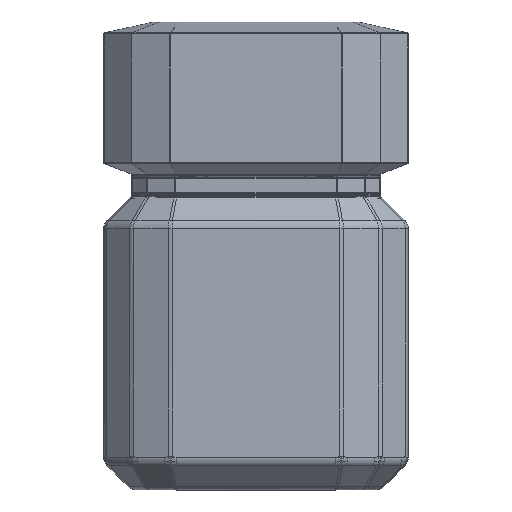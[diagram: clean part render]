
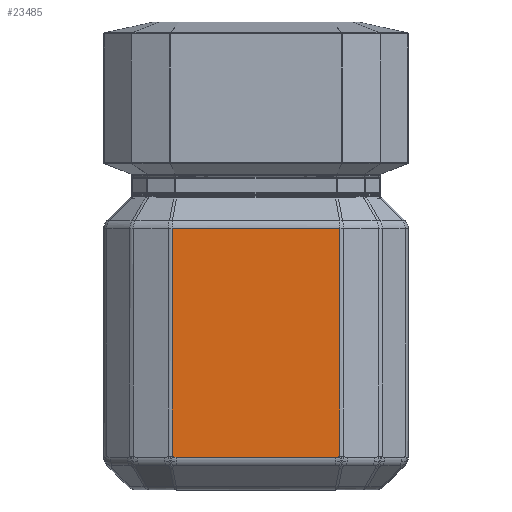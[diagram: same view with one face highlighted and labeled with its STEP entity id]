
A CAD part, top view. The second image highlights one B-rep face of the part: STEP entity #23485.
In plain terms, the highlighted free-form (B-spline) face has degree [1, 1] with [2, 2] control points.
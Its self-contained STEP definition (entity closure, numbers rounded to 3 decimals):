
#15252 = VERTEX_POINT('',#15253);
#15253 = CARTESIAN_POINT('',(-15.073,6.031,15.));
#15262 = EDGE_CURVE('',#15252,#15263,#15265,.T.);
#15263 = VERTEX_POINT('',#15264);
#15264 = CARTESIAN_POINT('',(-15.124,6.079,15.));
#15265 = B_SPLINE_CURVE_WITH_KNOTS('',3,(#15266,#15267,#15268,#15269,
    #15270,#15271,#15272),.UNSPECIFIED.,.F.,.F.,(4,3,4),(0.5,
    0.533,0.549),.UNSPECIFIED.);
#15266 = CARTESIAN_POINT('',(-15.073,6.031,15.));
#15267 = CARTESIAN_POINT('',(-15.085,6.042,15.));
#15268 = CARTESIAN_POINT('',(-15.097,6.053,15.));
#15269 = CARTESIAN_POINT('',(-15.109,6.064,15.));
#15270 = CARTESIAN_POINT('',(-15.114,6.069,15.));
#15271 = CARTESIAN_POINT('',(-15.119,6.074,15.));
#15272 = CARTESIAN_POINT('',(-15.124,6.079,15.));
#15358 = VERTEX_POINT('',#15359);
#15359 = CARTESIAN_POINT('',(-14.425,5.828,15.));
#15365 = EDGE_CURVE('',#15358,#15252,#15366,.T.);
#15366 = B_SPLINE_CURVE_WITH_KNOTS('',3,(#15367,#15368,#15369,#15370,
    #15371,#15372,#15373,#15374,#15375,#15376,#15377,#15378,#15379,
    #15380,#15381,#15382,#15383,#15384,#15385,#15386,#15387,#15388,
    #15389,#15390,#15391,#15392,#15393,#15394,#15395,#15396,#15397,
    #15398,#15399,#15400,#15401,#15402,#15403,#15404,#15405,#15406,
    #15407,#15408,#15409),.UNSPECIFIED.,.F.,.F.,(4,3,3,3,3,3,3,3,3,3,3,3
    ,3,3,4),(0.,0.026,0.054,0.085
    ,0.118,0.157,0.2,0.236,
    0.267,0.301,0.334,0.371,
    0.416,0.46,0.5),.UNSPECIFIED.);
#15367 = CARTESIAN_POINT('',(-14.425,5.828,15.));
#15368 = CARTESIAN_POINT('',(-14.436,5.828,15.));
#15369 = CARTESIAN_POINT('',(-14.446,5.828,15.));
#15370 = CARTESIAN_POINT('',(-14.457,5.828,15.));
#15371 = CARTESIAN_POINT('',(-14.468,5.829,15.));
#15372 = CARTESIAN_POINT('',(-14.479,5.829,15.));
#15373 = CARTESIAN_POINT('',(-14.491,5.829,15.));
#15374 = CARTESIAN_POINT('',(-14.503,5.829,15.));
#15375 = CARTESIAN_POINT('',(-14.516,5.83,15.));
#15376 = CARTESIAN_POINT('',(-14.529,5.83,15.));
#15377 = CARTESIAN_POINT('',(-14.543,5.831,15.));
#15378 = CARTESIAN_POINT('',(-14.558,5.832,15.));
#15379 = CARTESIAN_POINT('',(-14.573,5.833,15.));
#15380 = CARTESIAN_POINT('',(-14.59,5.834,15.));
#15381 = CARTESIAN_POINT('',(-14.608,5.836,15.));
#15382 = CARTESIAN_POINT('',(-14.625,5.838,15.));
#15383 = CARTESIAN_POINT('',(-14.645,5.841,15.));
#15384 = CARTESIAN_POINT('',(-14.665,5.844,15.));
#15385 = CARTESIAN_POINT('',(-14.684,5.848,15.));
#15386 = CARTESIAN_POINT('',(-14.7,5.851,15.));
#15387 = CARTESIAN_POINT('',(-14.717,5.854,15.));
#15388 = CARTESIAN_POINT('',(-14.733,5.858,15.));
#15389 = CARTESIAN_POINT('',(-14.747,5.861,15.));
#15390 = CARTESIAN_POINT('',(-14.761,5.865,15.));
#15391 = CARTESIAN_POINT('',(-14.775,5.869,15.));
#15392 = CARTESIAN_POINT('',(-14.79,5.874,15.));
#15393 = CARTESIAN_POINT('',(-14.806,5.879,15.));
#15394 = CARTESIAN_POINT('',(-14.821,5.885,15.));
#15395 = CARTESIAN_POINT('',(-14.836,5.89,15.));
#15396 = CARTESIAN_POINT('',(-14.851,5.896,15.));
#15397 = CARTESIAN_POINT('',(-14.866,5.903,15.));
#15398 = CARTESIAN_POINT('',(-14.882,5.91,15.));
#15399 = CARTESIAN_POINT('',(-14.898,5.917,15.));
#15400 = CARTESIAN_POINT('',(-14.914,5.926,15.));
#15401 = CARTESIAN_POINT('',(-14.934,5.936,15.));
#15402 = CARTESIAN_POINT('',(-14.953,5.947,15.));
#15403 = CARTESIAN_POINT('',(-14.972,5.958,15.));
#15404 = CARTESIAN_POINT('',(-14.991,5.97,15.));
#15405 = CARTESIAN_POINT('',(-15.009,5.982,15.));
#15406 = CARTESIAN_POINT('',(-15.027,5.995,15.));
#15407 = CARTESIAN_POINT('',(-15.043,6.007,15.));
#15408 = CARTESIAN_POINT('',(-15.058,6.019,15.));
#15409 = CARTESIAN_POINT('',(-15.073,6.031,15.));
#17749 = VERTEX_POINT('',#17750);
#17750 = CARTESIAN_POINT('',(15.073,6.031,15.));
#17759 = EDGE_CURVE('',#17749,#17760,#17762,.T.);
#17760 = VERTEX_POINT('',#17761);
#17761 = CARTESIAN_POINT('',(14.425,5.828,15.));
#17762 = B_SPLINE_CURVE_WITH_KNOTS('',3,(#17763,#17764,#17765,#17766,
    #17767,#17768,#17769,#17770,#17771,#17772,#17773,#17774,#17775,
    #17776,#17777,#17778,#17779,#17780,#17781,#17782,#17783,#17784,
    #17785,#17786,#17787,#17788,#17789,#17790,#17791,#17792,#17793,
    #17794,#17795,#17796,#17797,#17798,#17799,#17800,#17801,#17802,
    #17803,#17804,#17805),.UNSPECIFIED.,.F.,.F.,(4,3,3,3,3,3,3,3,3,3,3,3
    ,3,3,4),(0.5,0.538,0.596,0.637,
    0.672,0.704,0.741,0.773,
    0.81,0.857,0.893,0.923,
    0.952,0.979,1.),.UNSPECIFIED.);
#17763 = CARTESIAN_POINT('',(15.073,6.031,15.));
#17764 = CARTESIAN_POINT('',(15.059,6.019,15.));
#17765 = CARTESIAN_POINT('',(15.044,6.008,15.));
#17766 = CARTESIAN_POINT('',(15.029,5.997,15.));
#17767 = CARTESIAN_POINT('',(15.006,5.98,15.));
#17768 = CARTESIAN_POINT('',(14.982,5.964,15.));
#17769 = CARTESIAN_POINT('',(14.957,5.949,15.));
#17770 = CARTESIAN_POINT('',(14.94,5.939,15.));
#17771 = CARTESIAN_POINT('',(14.922,5.93,15.));
#17772 = CARTESIAN_POINT('',(14.904,5.921,15.));
#17773 = CARTESIAN_POINT('',(14.889,5.913,15.));
#17774 = CARTESIAN_POINT('',(14.873,5.906,15.));
#17775 = CARTESIAN_POINT('',(14.858,5.899,15.));
#17776 = CARTESIAN_POINT('',(14.843,5.893,15.));
#17777 = CARTESIAN_POINT('',(14.829,5.888,15.));
#17778 = CARTESIAN_POINT('',(14.815,5.883,15.));
#17779 = CARTESIAN_POINT('',(14.798,5.877,15.));
#17780 = CARTESIAN_POINT('',(14.782,5.871,15.));
#17781 = CARTESIAN_POINT('',(14.765,5.866,15.));
#17782 = CARTESIAN_POINT('',(14.75,5.862,15.));
#17783 = CARTESIAN_POINT('',(14.736,5.859,15.));
#17784 = CARTESIAN_POINT('',(14.721,5.855,15.));
#17785 = CARTESIAN_POINT('',(14.704,5.851,15.));
#17786 = CARTESIAN_POINT('',(14.687,5.848,15.));
#17787 = CARTESIAN_POINT('',(14.67,5.845,15.));
#17788 = CARTESIAN_POINT('',(14.648,5.841,15.));
#17789 = CARTESIAN_POINT('',(14.627,5.838,15.));
#17790 = CARTESIAN_POINT('',(14.605,5.836,15.));
#17791 = CARTESIAN_POINT('',(14.589,5.834,15.));
#17792 = CARTESIAN_POINT('',(14.573,5.833,15.));
#17793 = CARTESIAN_POINT('',(14.558,5.832,15.));
#17794 = CARTESIAN_POINT('',(14.545,5.831,15.));
#17795 = CARTESIAN_POINT('',(14.532,5.83,15.));
#17796 = CARTESIAN_POINT('',(14.519,5.83,15.));
#17797 = CARTESIAN_POINT('',(14.507,5.829,15.));
#17798 = CARTESIAN_POINT('',(14.495,5.829,15.));
#17799 = CARTESIAN_POINT('',(14.483,5.829,15.));
#17800 = CARTESIAN_POINT('',(14.472,5.829,15.));
#17801 = CARTESIAN_POINT('',(14.462,5.828,15.));
#17802 = CARTESIAN_POINT('',(14.451,5.828,15.));
#17803 = CARTESIAN_POINT('',(14.442,5.828,15.));
#17804 = CARTESIAN_POINT('',(14.434,5.828,15.));
#17805 = CARTESIAN_POINT('',(14.425,5.828,15.));
#17885 = VERTEX_POINT('',#17886);
#17886 = CARTESIAN_POINT('',(15.124,6.079,15.));
#17903 = EDGE_CURVE('',#17885,#17749,#17904,.T.);
#17904 = B_SPLINE_CURVE_WITH_KNOTS('',3,(#17905,#17906,#17907,#17908,
    #17909,#17910,#17911),.UNSPECIFIED.,.F.,.F.,(4,3,4),(0.451,
    0.484,0.5),.UNSPECIFIED.);
#17905 = CARTESIAN_POINT('',(15.124,6.079,15.));
#17906 = CARTESIAN_POINT('',(15.113,6.068,15.));
#17907 = CARTESIAN_POINT('',(15.102,6.057,15.));
#17908 = CARTESIAN_POINT('',(15.09,6.046,15.));
#17909 = CARTESIAN_POINT('',(15.084,6.041,15.));
#17910 = CARTESIAN_POINT('',(15.079,6.036,15.));
#17911 = CARTESIAN_POINT('',(15.073,6.031,15.));
#23375 = VERTEX_POINT('',#23376);
#23376 = CARTESIAN_POINT('',(15.124,47.172,15.));
#23406 = EDGE_CURVE('',#23375,#17885,#23407,.T.);
#23407 = B_SPLINE_CURVE_WITH_KNOTS('',1,(#23408,#23409),.UNSPECIFIED.,
  .F.,.F.,(2,2),(-23.586,-3.04),
  .PIECEWISE_BEZIER_KNOTS.);
#23408 = CARTESIAN_POINT('',(15.124,47.172,15.));
#23409 = CARTESIAN_POINT('',(15.124,6.079,15.));
#23485 = ADVANCED_FACE('',(#23486),#23510,.T.);
#23486 = FACE_BOUND('',#23487,.T.);
#23487 = EDGE_LOOP('',(#23488,#23489,#23496,#23501,#23502,#23503,#23508,
    #23509));
#23488 = ORIENTED_EDGE('',*,*,#23406,.F.);
#23489 = ORIENTED_EDGE('',*,*,#23490,.F.);
#23490 = EDGE_CURVE('',#23491,#23375,#23493,.T.);
#23491 = VERTEX_POINT('',#23492);
#23492 = CARTESIAN_POINT('',(-15.124,47.172,15.));
#23493 = B_SPLINE_CURVE_WITH_KNOTS('',1,(#23494,#23495),.UNSPECIFIED.,
  .F.,.F.,(2,2),(-0.35,2.675),
  .PIECEWISE_BEZIER_KNOTS.);
#23494 = CARTESIAN_POINT('',(-15.124,47.172,15.));
#23495 = CARTESIAN_POINT('',(15.124,47.172,15.));
#23496 = ORIENTED_EDGE('',*,*,#23497,.F.);
#23497 = EDGE_CURVE('',#15263,#23491,#23498,.T.);
#23498 = B_SPLINE_CURVE_WITH_KNOTS('',1,(#23499,#23500),.UNSPECIFIED.,
  .F.,.F.,(2,2),(3.04,23.586),
  .PIECEWISE_BEZIER_KNOTS.);
#23499 = CARTESIAN_POINT('',(-15.124,6.079,15.));
#23500 = CARTESIAN_POINT('',(-15.124,47.172,15.));
#23501 = ORIENTED_EDGE('',*,*,#15262,.F.);
#23502 = ORIENTED_EDGE('',*,*,#15365,.F.);
#23503 = ORIENTED_EDGE('',*,*,#23504,.F.);
#23504 = EDGE_CURVE('',#17760,#15358,#23505,.T.);
#23505 = B_SPLINE_CURVE_WITH_KNOTS('',1,(#23506,#23507),.UNSPECIFIED.,
  .F.,.F.,(2,2),(-2.605,0.28),
  .PIECEWISE_BEZIER_KNOTS.);
#23506 = CARTESIAN_POINT('',(14.425,5.828,15.));
#23507 = CARTESIAN_POINT('',(-14.425,5.828,15.));
#23508 = ORIENTED_EDGE('',*,*,#17759,.F.);
#23509 = ORIENTED_EDGE('',*,*,#17903,.F.);
#23510 = B_SPLINE_SURFACE_WITH_KNOTS('',1,1,(
    (#23511,#23512)
    ,(#23513,#23514
    )),.UNSPECIFIED.,.F.,.F.,.F.,(2,2),(2,2),(0.037,
    3.063),(0.582,4.718),
  .PIECEWISE_BEZIER_KNOTS.);
#23511 = CARTESIAN_POINT('',(-15.134,5.818,15.));
#23512 = CARTESIAN_POINT('',(-15.134,47.182,15.));
#23513 = CARTESIAN_POINT('',(15.134,5.818,15.));
#23514 = CARTESIAN_POINT('',(15.134,47.182,15.));
